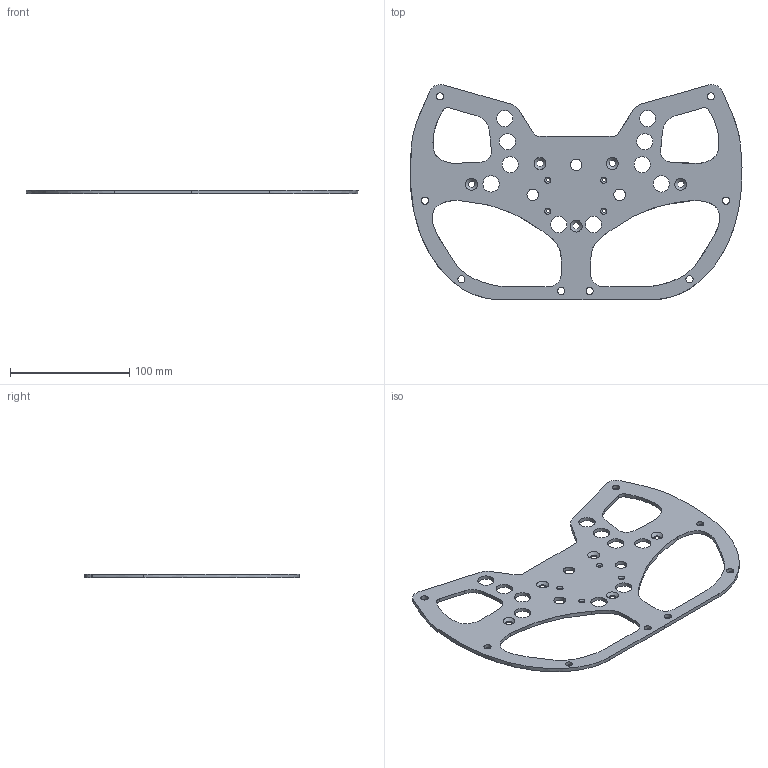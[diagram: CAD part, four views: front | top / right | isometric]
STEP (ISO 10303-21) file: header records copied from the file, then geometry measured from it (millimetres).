
FILE_DESCRIPTION(/* description */ (''),/* implementation_level */ '2;1');
FILE_NAME(/* name */ 'Front Plate.step',/* time_stamp */ '2020-11-05T19:35:01-06:00',/* author */ (''),/* organization */ (''),/* preprocessor_version */ 'ST-DEVELOPER v18.1',/* originating_system */ 'Autodesk Translation Framework v9.3.0.1241',/* authorisation */ '');
FILE_SCHEMA (('AUTOMOTIVE_DESIGN { 1 0 10303 214 3 1 1 }'));
Length unit declared in the file: millimetre
Products named in the file (1): Front Plate
Bounding box: 278.39 x 180.35 x 3.17 mm (x, y, z)
Volume: 75321.4 mm3; surface area: 55553 mm2
Topology: 1 solids, 1 shells, 86 faces, 243 edges, 159 vertices
Faces by surface type: cylinder 38, plane 21, bspline 18, cone 9
Full cylindrical faces by diameter (mm): 2.7 x4, 5.5 x5, 6 x8, 9.75 x3, 13.6 x10
Entity records: 4180 total; most frequent: CARTESIAN_POINT 1826, ORIENTED_EDGE 486, DIRECTION 430, EDGE_CURVE 243, VERTEX_POINT 159, EDGE_LOOP 154, AXIS2_PLACEMENT_3D 154, LINE 122
